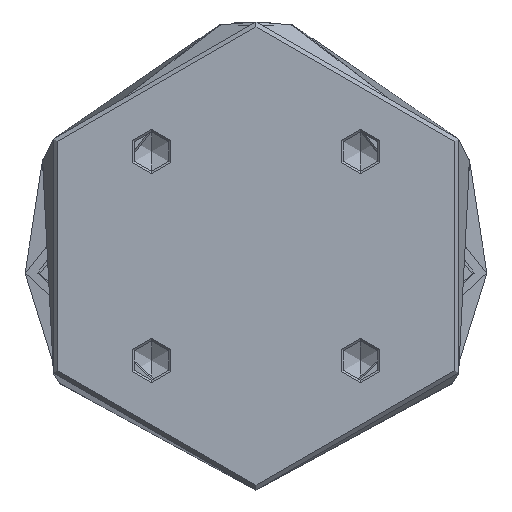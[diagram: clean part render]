
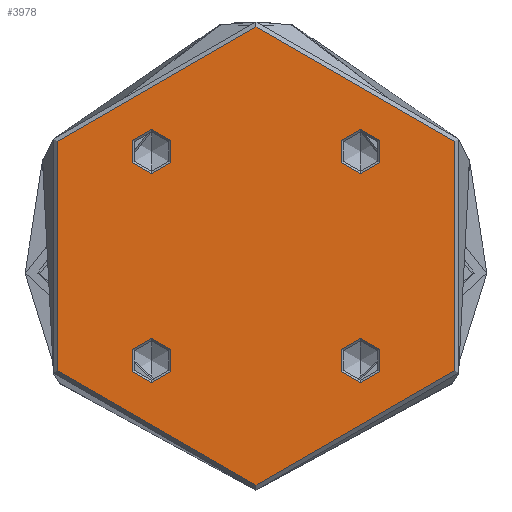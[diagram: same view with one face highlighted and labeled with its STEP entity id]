
A CAD part, front view. The second image highlights one B-rep face of the part: STEP entity #3978.
In plain terms, the highlighted face is planar.
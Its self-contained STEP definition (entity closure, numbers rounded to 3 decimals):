
#1 = AXIS2_PLACEMENT_3D ( 'NONE', #5335, #1584, #5965 ) ;
#19 = EDGE_CURVE ( 'NONE', #5152, #3050, #4171, .T. ) ;
#106 = EDGE_CURVE ( 'NONE', #1438, #4838, #3590, .T. ) ;
#258 = DIRECTION ( 'NONE',  ( 1., 0., 0. ) ) ;
#323 = ORIENTED_EDGE ( 'NONE', *, *, #19, .F. ) ;
#376 = EDGE_CURVE ( 'NONE', #4838, #1438, #4461, .T. ) ;
#403 = EDGE_CURVE ( 'NONE', #4774, #2942, #7001, .T. ) ;
#508 = DIRECTION ( 'NONE',  ( 0., 0., -1. ) ) ;
#680 = EDGE_LOOP ( 'NONE', ( #5594, #4997 ) ) ;
#841 = CIRCLE ( 'NONE', #2052, 46.5 ) ;
#851 = CIRCLE ( 'NONE', #4989, 4.5 ) ;
#852 = EDGE_LOOP ( 'NONE', ( #8025, #6372 ) ) ;
#975 = EDGE_LOOP ( 'NONE', ( #2264, #3716 ) ) ;
#1116 = EDGE_CURVE ( 'NONE', #2942, #4774, #841, .T. ) ;
#1132 = DIRECTION ( 'NONE',  ( -1., 0., 0. ) ) ;
#1139 = FACE_OUTER_BOUND ( 'NONE', #852, .T. ) ;
#1166 = EDGE_CURVE ( 'NONE', #4974, #5060, #3625, .T. ) ;
#1335 = FACE_BOUND ( 'NONE', #975, .T. ) ;
#1438 = VERTEX_POINT ( 'NONE', #3428 ) ;
#1562 = EDGE_LOOP ( 'NONE', ( #1837, #6597 ) ) ;
#1584 = DIRECTION ( 'NONE',  ( 0., 0., 1. ) ) ;
#1668 = CARTESIAN_POINT ( 'NONE',  ( 21.213, 21.213, 0. ) ) ;
#1837 = ORIENTED_EDGE ( 'NONE', *, *, #7490, .F. ) ;
#1989 = EDGE_LOOP ( 'NONE', ( #323, #7927 ) ) ;
#2052 = AXIS2_PLACEMENT_3D ( 'NONE', #3554, #3181, #3550 ) ;
#2247 = DIRECTION ( 'NONE',  ( 1., 0., 0. ) ) ;
#2256 = DIRECTION ( 'NONE',  ( 0., 0., 1. ) ) ;
#2264 = ORIENTED_EDGE ( 'NONE', *, *, #376, .T. ) ;
#2300 = DIRECTION ( 'NONE',  ( 0., 0., 1. ) ) ;
#2305 = DIRECTION ( 'NONE',  ( 1., 0., 0. ) ) ;
#2333 = CARTESIAN_POINT ( 'NONE',  ( 21.213, 21.213, 0. ) ) ;
#2376 = PLANE ( 'NONE',  #3500 ) ;
#2594 = AXIS2_PLACEMENT_3D ( 'NONE', #2333, #2300, #2247 ) ;
#2636 = EDGE_CURVE ( 'NONE', #3050, #5152, #6565, .T. ) ;
#2789 = EDGE_CURVE ( 'NONE', #4290, #5644, #851, .T. ) ;
#2790 = FACE_BOUND ( 'NONE', #1989, .T. ) ;
#2869 = CARTESIAN_POINT ( 'NONE',  ( -25.713, -21.213, 0. ) ) ;
#2941 = CARTESIAN_POINT ( 'NONE',  ( 21.213, -21.213, 0. ) ) ;
#2942 = VERTEX_POINT ( 'NONE', #3634 ) ;
#2994 = DIRECTION ( 'NONE',  ( 0., 0., -1. ) ) ;
#3050 = VERTEX_POINT ( 'NONE', #6198 ) ;
#3057 = DIRECTION ( 'NONE',  ( 1., 0., 0. ) ) ;
#3127 = CARTESIAN_POINT ( 'NONE',  ( -25.713, 21.213, 0. ) ) ;
#3181 = DIRECTION ( 'NONE',  ( 0., 0., 1. ) ) ;
#3367 = AXIS2_PLACEMENT_3D ( 'NONE', #8040, #8094, #258 ) ;
#3428 = CARTESIAN_POINT ( 'NONE',  ( 16.713, -21.213, 0. ) ) ;
#3500 = AXIS2_PLACEMENT_3D ( 'NONE', #3620, #4888, #1132 ) ;
#3550 = DIRECTION ( 'NONE',  ( 1., 0., 0. ) ) ;
#3554 = CARTESIAN_POINT ( 'NONE',  ( 0., 0., 0. ) ) ;
#3563 = CARTESIAN_POINT ( 'NONE',  ( -16.713, -21.213, 0. ) ) ;
#3590 = CIRCLE ( 'NONE', #6367, 4.5 ) ;
#3620 = CARTESIAN_POINT ( 'NONE',  ( 0., 0., 0. ) ) ;
#3625 = CIRCLE ( 'NONE', #4121, 4.5 ) ;
#3634 = CARTESIAN_POINT ( 'NONE',  ( -46.5, 0., 0. ) ) ;
#3716 = ORIENTED_EDGE ( 'NONE', *, *, #106, .T. ) ;
#3866 = CARTESIAN_POINT ( 'NONE',  ( -16.713, 21.213, 0. ) ) ;
#3978 = ADVANCED_FACE ( 'NONE', ( #7772, #4460, #1335, #2790, #1139 ), #2376, .F. ) ;
#4121 = AXIS2_PLACEMENT_3D ( 'NONE', #4834, #4874, #5067 ) ;
#4171 = CIRCLE ( 'NONE', #2594, 4.5 ) ;
#4290 = VERTEX_POINT ( 'NONE', #3563 ) ;
#4308 = CARTESIAN_POINT ( 'NONE',  ( -21.213, 21.213, 0. ) ) ;
#4440 = CIRCLE ( 'NONE', #4678, 4.5 ) ;
#4460 = FACE_BOUND ( 'NONE', #680, .T. ) ;
#4461 = CIRCLE ( 'NONE', #3367, 4.5 ) ;
#4678 = AXIS2_PLACEMENT_3D ( 'NONE', #4308, #508, #4924 ) ;
#4774 = VERTEX_POINT ( 'NONE', #6191 ) ;
#4834 = CARTESIAN_POINT ( 'NONE',  ( -21.213, 21.213, 0. ) ) ;
#4838 = VERTEX_POINT ( 'NONE', #6216 ) ;
#4874 = DIRECTION ( 'NONE',  ( 0., 0., -1. ) ) ;
#4888 = DIRECTION ( 'NONE',  ( 0., 0., -1. ) ) ;
#4924 = DIRECTION ( 'NONE',  ( -1., 0., 0. ) ) ;
#4974 = VERTEX_POINT ( 'NONE', #3127 ) ;
#4989 = AXIS2_PLACEMENT_3D ( 'NONE', #5993, #2256, #6611 ) ;
#4997 = ORIENTED_EDGE ( 'NONE', *, *, #7656, .T. ) ;
#5060 = VERTEX_POINT ( 'NONE', #3866 ) ;
#5067 = DIRECTION ( 'NONE',  ( -1., 0., 0. ) ) ;
#5143 = CARTESIAN_POINT ( 'NONE',  ( 25.713, 21.213, 0. ) ) ;
#5152 = VERTEX_POINT ( 'NONE', #5143 ) ;
#5156 = AXIS2_PLACEMENT_3D ( 'NONE', #1668, #6052, #2305 ) ;
#5335 = CARTESIAN_POINT ( 'NONE',  ( -21.213, -21.213, 0. ) ) ;
#5435 = CIRCLE ( 'NONE', #1, 4.5 ) ;
#5558 = CARTESIAN_POINT ( 'NONE',  ( 0., 0., 0. ) ) ;
#5588 = DIRECTION ( 'NONE',  ( 0., 0., 1. ) ) ;
#5594 = ORIENTED_EDGE ( 'NONE', *, *, #1166, .T. ) ;
#5644 = VERTEX_POINT ( 'NONE', #2869 ) ;
#5965 = DIRECTION ( 'NONE',  ( -1., 0., 0. ) ) ;
#5993 = CARTESIAN_POINT ( 'NONE',  ( -21.213, -21.213, 0. ) ) ;
#6052 = DIRECTION ( 'NONE',  ( 0., 0., 1. ) ) ;
#6191 = CARTESIAN_POINT ( 'NONE',  ( 46.5, 0., 0. ) ) ;
#6198 = CARTESIAN_POINT ( 'NONE',  ( 16.713, 21.213, 0. ) ) ;
#6216 = CARTESIAN_POINT ( 'NONE',  ( 25.713, -21.213, 0. ) ) ;
#6367 = AXIS2_PLACEMENT_3D ( 'NONE', #2941, #2994, #3057 ) ;
#6372 = ORIENTED_EDGE ( 'NONE', *, *, #403, .T. ) ;
#6565 = CIRCLE ( 'NONE', #5156, 4.5 ) ;
#6597 = ORIENTED_EDGE ( 'NONE', *, *, #2789, .F. ) ;
#6611 = DIRECTION ( 'NONE',  ( -1., 0., 0. ) ) ;
#6750 = AXIS2_PLACEMENT_3D ( 'NONE', #5558, #5588, #6935 ) ;
#6935 = DIRECTION ( 'NONE',  ( 1., 0., 0. ) ) ;
#7001 = CIRCLE ( 'NONE', #6750, 46.5 ) ;
#7490 = EDGE_CURVE ( 'NONE', #5644, #4290, #5435, .T. ) ;
#7656 = EDGE_CURVE ( 'NONE', #5060, #4974, #4440, .T. ) ;
#7772 = FACE_BOUND ( 'NONE', #1562, .T. ) ;
#7927 = ORIENTED_EDGE ( 'NONE', *, *, #2636, .F. ) ;
#8025 = ORIENTED_EDGE ( 'NONE', *, *, #1116, .T. ) ;
#8040 = CARTESIAN_POINT ( 'NONE',  ( 21.213, -21.213, 0. ) ) ;
#8094 = DIRECTION ( 'NONE',  ( 0., 0., -1. ) ) ;
